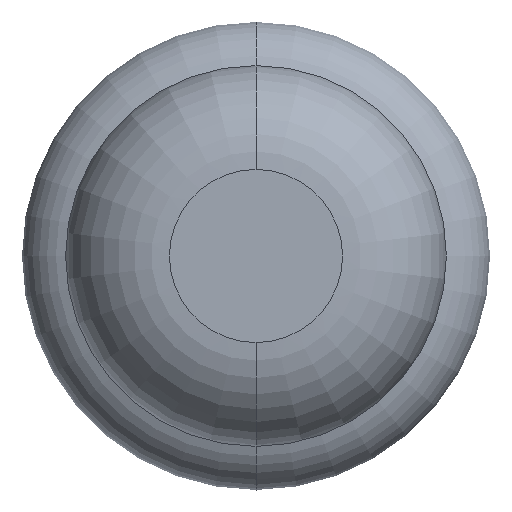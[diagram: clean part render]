
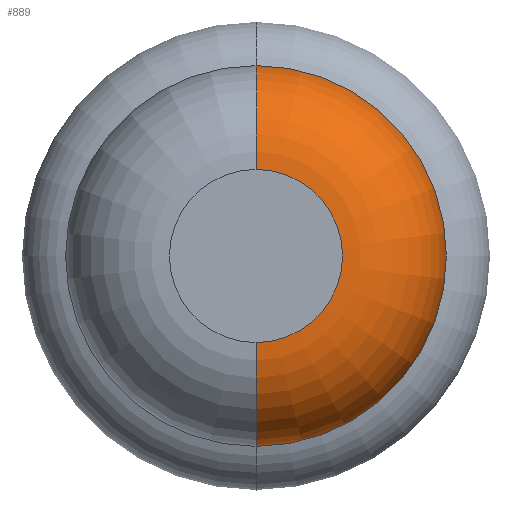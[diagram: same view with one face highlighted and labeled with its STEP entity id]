
A CAD part, front view. The second image highlights one B-rep face of the part: STEP entity #889.
In plain terms, the highlighted toroidal (fillet/blend) face has major radius 0.375 mm and minor radius 0.45 mm.
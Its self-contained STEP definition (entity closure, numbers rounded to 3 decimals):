
#10 = CARTESIAN_POINT ( 'NONE',  ( 0., -29.95, 0. ) ) ;
#38 = DIRECTION ( 'NONE',  ( 1., 0., 0. ) ) ;
#53 = DIRECTION ( 'NONE',  ( 0., 0., -1. ) ) ;
#68 = CARTESIAN_POINT ( 'NONE',  ( 0., -29.95, -0.375 ) ) ;
#98 = CARTESIAN_POINT ( 'NONE',  ( 0., -29.95, 0.825 ) ) ;
#152 = VERTEX_POINT ( 'NONE', #1740 ) ;
#282 = CARTESIAN_POINT ( 'NONE',  ( 0., -29.95, 0. ) ) ;
#325 = CIRCLE ( 'NONE', #1793, 0.825 ) ;
#360 = AXIS2_PLACEMENT_3D ( 'NONE', #4488, #3645, #2959 ) ;
#456 = ORIENTED_EDGE ( 'NONE', *, *, #495, .T. ) ;
#495 = EDGE_CURVE ( 'NONE', #4252, #3550, #3648, .T. ) ;
#671 = EDGE_CURVE ( 'NONE', #152, #2670, #2889, .T. ) ;
#862 = CIRCLE ( 'NONE', #360, 0.375 ) ;
#889 = ADVANCED_FACE ( 'NONE', ( #1833 ), #4613, .T. ) ;
#1159 = CARTESIAN_POINT ( 'NONE',  ( 0., -30.4, -0.375 ) ) ;
#1307 = EDGE_CURVE ( 'NONE', #152, #4252, #862, .T. ) ;
#1403 = AXIS2_PLACEMENT_3D ( 'NONE', #2294, #3796, #4626 ) ;
#1646 = AXIS2_PLACEMENT_3D ( 'NONE', #282, #2103, #2089 ) ;
#1740 = CARTESIAN_POINT ( 'NONE',  ( 0., -30.4, 0.375 ) ) ;
#1793 = AXIS2_PLACEMENT_3D ( 'NONE', #10, #4448, #2177 ) ;
#1833 = FACE_OUTER_BOUND ( 'NONE', #4822, .T. ) ;
#2089 = DIRECTION ( 'NONE',  ( 0., 0., 1. ) ) ;
#2103 = DIRECTION ( 'NONE',  ( 0., 1., 0. ) ) ;
#2177 = DIRECTION ( 'NONE',  ( 0., 0., 1. ) ) ;
#2294 = CARTESIAN_POINT ( 'NONE',  ( 0., -29.95, 0.375 ) ) ;
#2426 = ORIENTED_EDGE ( 'NONE', *, *, #671, .F. ) ;
#2568 = AXIS2_PLACEMENT_3D ( 'NONE', #68, #38, #53 ) ;
#2670 = VERTEX_POINT ( 'NONE', #98 ) ;
#2889 = CIRCLE ( 'NONE', #1403, 0.45 ) ;
#2959 = DIRECTION ( 'NONE',  ( 0., 0., 1. ) ) ;
#3550 = VERTEX_POINT ( 'NONE', #3590 ) ;
#3590 = CARTESIAN_POINT ( 'NONE',  ( 0., -29.95, -0.825 ) ) ;
#3645 = DIRECTION ( 'NONE',  ( 0., 1., 0. ) ) ;
#3648 = CIRCLE ( 'NONE', #2568, 0.45 ) ;
#3787 = EDGE_CURVE ( 'NONE', #2670, #3550, #325, .T. ) ;
#3796 = DIRECTION ( 'NONE',  ( -1., 0., 0. ) ) ;
#4252 = VERTEX_POINT ( 'NONE', #1159 ) ;
#4448 = DIRECTION ( 'NONE',  ( 0., 1., 0. ) ) ;
#4488 = CARTESIAN_POINT ( 'NONE',  ( 0., -30.4, 0. ) ) ;
#4586 = ORIENTED_EDGE ( 'NONE', *, *, #1307, .T. ) ;
#4589 = ORIENTED_EDGE ( 'NONE', *, *, #3787, .F. ) ;
#4613 = TOROIDAL_SURFACE ( 'NONE', #1646, 0.375, 0.45 ) ;
#4626 = DIRECTION ( 'NONE',  ( 0., 0., 1. ) ) ;
#4822 = EDGE_LOOP ( 'NONE', ( #4586, #456, #4589, #2426 ) ) ;
